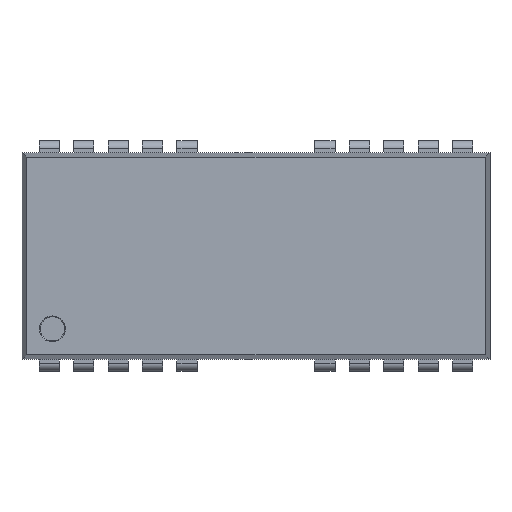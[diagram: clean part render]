
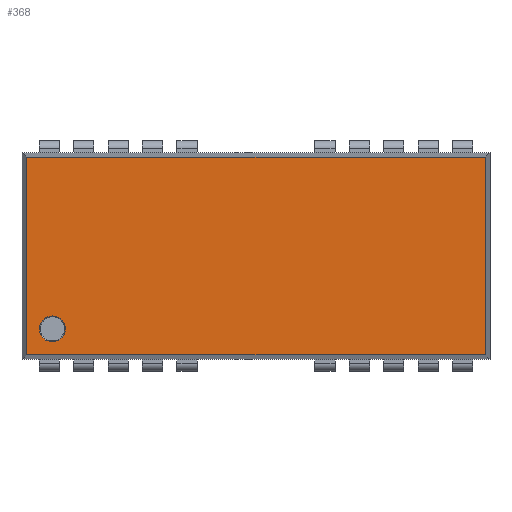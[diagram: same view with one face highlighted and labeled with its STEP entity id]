
A CAD part, top view. The second image highlights one B-rep face of the part: STEP entity #368.
In plain terms, the highlighted planar face has unit normal (0, 0, 1).
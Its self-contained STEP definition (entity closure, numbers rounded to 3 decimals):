
#368=ADVANCED_FACE('',(#920,#922),#924,.T.);
#920=FACE_BOUND('',#921,.T.);
#921=EDGE_LOOP('',(#1340,#1341,#1342,#1343));
#922=FACE_BOUND('',#923,.T.);
#923=EDGE_LOOP('',(#1344));
#924=PLANE('',#925);
#925=AXIS2_PLACEMENT_3D('',#926,#927,#928);
#926=CARTESIAN_POINT('',(0.,0.,3.5));
#927=DIRECTION('',(0.,0.,1.));
#928=DIRECTION('',(1.,0.,0.));
#1340=ORIENTED_EDGE('',*,*,#1648,.T.);
#1341=ORIENTED_EDGE('',*,*,#1649,.T.);
#1342=ORIENTED_EDGE('',*,*,#1650,.T.);
#1343=ORIENTED_EDGE('',*,*,#1651,.T.);
#1344=ORIENTED_EDGE('',*,*,#1652,.T.);
#1648=EDGE_CURVE('',#1842,#1843,#1844,.T.);
#1649=EDGE_CURVE('',#1843,#1845,#1846,.T.);
#1650=EDGE_CURVE('',#1845,#1847,#1848,.T.);
#1651=EDGE_CURVE('',#1847,#1842,#1849,.T.);
#1652=EDGE_CURVE('',#1850,#1850,#1851,.F.);
#1842=VERTEX_POINT('',#2310);
#1843=VERTEX_POINT('',#2311);
#1844=LINE('',#2312,#2313);
#1845=VERTEX_POINT('',#2315);
#1846=LINE('',#2316,#2317);
#1847=VERTEX_POINT('',#2319);
#1848=LINE('',#2320,#2321);
#1849=LINE('',#2323,#2324);
#1850=VERTEX_POINT('',#2326);
#1851=CIRCLE('',#2327,0.476);
#2310=CARTESIAN_POINT('',(8.456,3.641,3.5));
#2311=CARTESIAN_POINT('',(-8.456,3.641,3.5));
#2312=CARTESIAN_POINT('',(8.456,3.641,3.5));
#2313=VECTOR('',#2314,1.);
#2314=DIRECTION('',(-1.,0.,0.));
#2315=CARTESIAN_POINT('',(-8.456,-3.641,3.5));
#2316=CARTESIAN_POINT('',(-8.456,3.641,3.5));
#2317=VECTOR('',#2318,1.);
#2318=DIRECTION('',(0.,-1.,0.));
#2319=CARTESIAN_POINT('',(8.456,-3.641,3.5));
#2320=CARTESIAN_POINT('',(-8.456,-3.641,3.5));
#2321=VECTOR('',#2322,1.);
#2322=DIRECTION('',(1.,0.,0.));
#2323=CARTESIAN_POINT('',(8.456,-3.641,3.5));
#2324=VECTOR('',#2325,1.);
#2325=DIRECTION('',(0.,1.,0.));
#2326=CARTESIAN_POINT('',(-7.028,-2.689,3.5));
#2327=AXIS2_PLACEMENT_3D('',#2328,#2329,#2330);
#2328=CARTESIAN_POINT('',(-7.504,-2.689,3.5));
#2329=DIRECTION('',(0.,0.,1.));
#2330=DIRECTION('',(1.,0.,0.));
